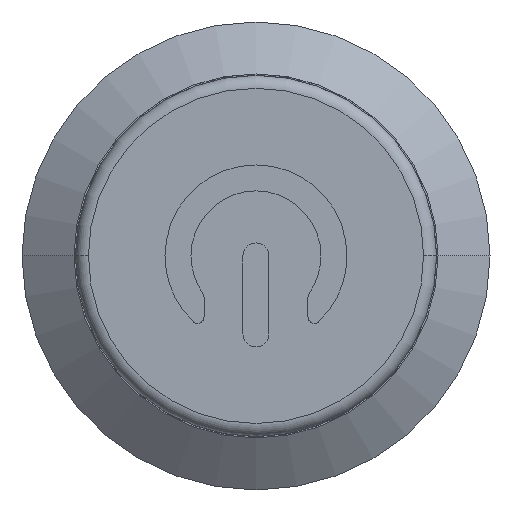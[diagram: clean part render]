
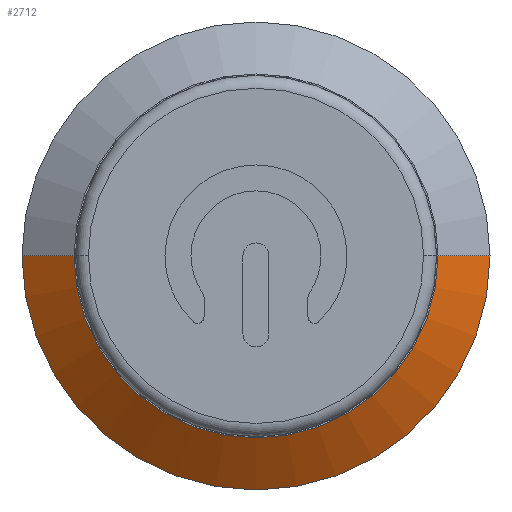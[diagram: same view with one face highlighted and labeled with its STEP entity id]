
A CAD part, top view. The second image highlights one B-rep face of the part: STEP entity #2712.
In plain terms, the highlighted conical face has half-angle 53.867 degrees and reference radius 9 mm.
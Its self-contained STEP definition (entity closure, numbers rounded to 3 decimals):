
#134 = CARTESIAN_POINT ( 'NONE',  ( 0., 0., 1.46 ) ) ;
#222 = LINE ( 'NONE', #5654, #2632 ) ;
#393 = CARTESIAN_POINT ( 'NONE',  ( -7., 0., 1.46 ) ) ;
#500 = EDGE_CURVE ( 'NONE', #4431, #1198, #3850, .T. ) ;
#884 = EDGE_CURVE ( 'NONE', #6457, #4431, #5948, .T. ) ;
#911 = CARTESIAN_POINT ( 'NONE',  ( 9., 0., 0. ) ) ;
#1175 = DIRECTION ( 'NONE',  ( 1., 0., 0. ) ) ;
#1198 = VERTEX_POINT ( 'NONE', #3078 ) ;
#1904 = VECTOR ( 'NONE', #3280, 1000. ) ;
#2043 = EDGE_LOOP ( 'NONE', ( #3679, #5811, #5666, #2991 ) ) ;
#2069 = DIRECTION ( 'NONE',  ( -1., 0., 0. ) ) ;
#2171 = CARTESIAN_POINT ( 'NONE',  ( -9., 0., 0. ) ) ;
#2632 = VECTOR ( 'NONE', #6682, 1000. ) ;
#2637 = EDGE_CURVE ( 'NONE', #6457, #4115, #222, .T. ) ;
#2712 = ADVANCED_FACE ( 'NONE', ( #3129 ), #3768, .T. ) ;
#2795 = DIRECTION ( 'NONE',  ( -1., 0., 0. ) ) ;
#2891 = AXIS2_PLACEMENT_3D ( 'NONE', #134, #4928, #2795 ) ;
#2991 = ORIENTED_EDGE ( 'NONE', *, *, #4746, .T. ) ;
#3078 = CARTESIAN_POINT ( 'NONE',  ( -9., 0., 0. ) ) ;
#3129 = FACE_OUTER_BOUND ( 'NONE', #2043, .T. ) ;
#3213 = CARTESIAN_POINT ( 'NONE',  ( 7., 0., 1.46 ) ) ;
#3280 = DIRECTION ( 'NONE',  ( -0.808, 0., -0.59 ) ) ;
#3538 = CIRCLE ( 'NONE', #4776, 9. ) ;
#3595 = DIRECTION ( 'NONE',  ( 0., 0., -1. ) ) ;
#3679 = ORIENTED_EDGE ( 'NONE', *, *, #2637, .F. ) ;
#3768 = CONICAL_SURFACE ( 'NONE', #6609, 9., 0.94 ) ;
#3850 = LINE ( 'NONE', #2171, #1904 ) ;
#4115 = VERTEX_POINT ( 'NONE', #911 ) ;
#4198 = CARTESIAN_POINT ( 'NONE',  ( 0., 0., 0. ) ) ;
#4431 = VERTEX_POINT ( 'NONE', #393 ) ;
#4746 = EDGE_CURVE ( 'NONE', #1198, #4115, #3538, .T. ) ;
#4776 = AXIS2_PLACEMENT_3D ( 'NONE', #5969, #6042, #1175 ) ;
#4928 = DIRECTION ( 'NONE',  ( 0., 0., -1. ) ) ;
#5654 = CARTESIAN_POINT ( 'NONE',  ( 9., 0., 0. ) ) ;
#5666 = ORIENTED_EDGE ( 'NONE', *, *, #500, .T. ) ;
#5811 = ORIENTED_EDGE ( 'NONE', *, *, #884, .T. ) ;
#5948 = CIRCLE ( 'NONE', #2891, 7. ) ;
#5969 = CARTESIAN_POINT ( 'NONE',  ( 0., 0., 0. ) ) ;
#6042 = DIRECTION ( 'NONE',  ( 0., 0., 1. ) ) ;
#6457 = VERTEX_POINT ( 'NONE', #3213 ) ;
#6609 = AXIS2_PLACEMENT_3D ( 'NONE', #4198, #3595, #2069 ) ;
#6682 = DIRECTION ( 'NONE',  ( 0.808, 0., -0.59 ) ) ;
